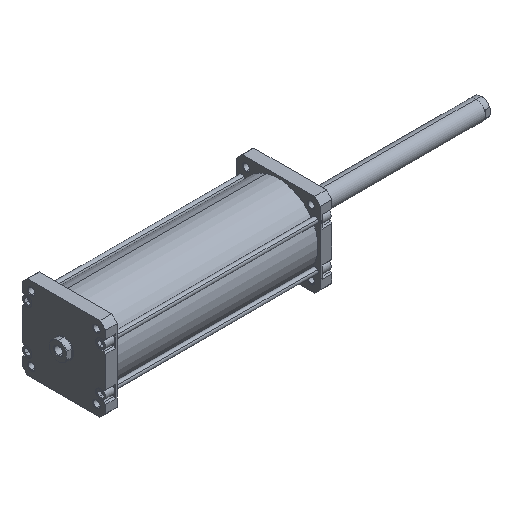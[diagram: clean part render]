
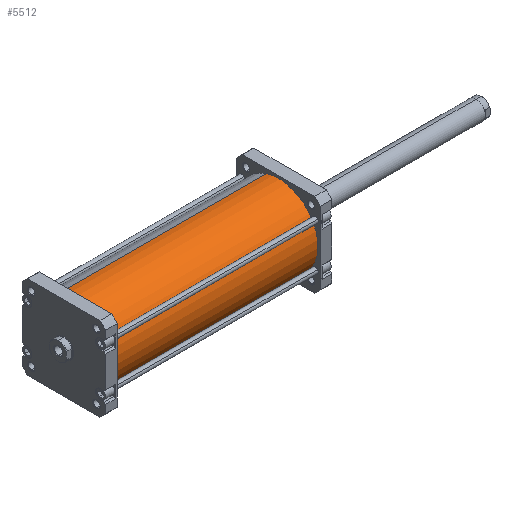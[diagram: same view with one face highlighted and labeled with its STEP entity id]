
A CAD part, isometric view. The second image highlights one B-rep face of the part: STEP entity #5512.
In plain terms, the highlighted cylindrical face has radius 85 mm (diameter 170 mm), a partial arc.
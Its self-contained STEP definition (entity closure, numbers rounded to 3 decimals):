
#101 = ORIENTED_EDGE ( 'NONE', *, *, #790, .F. ) ;
#405 = ORIENTED_EDGE ( 'NONE', *, *, #795, .T. ) ;
#790 = EDGE_CURVE ( 'NONE', #5266, #5168, #4507, .T. ) ;
#795 = EDGE_CURVE ( 'NONE', #5263, #5168, #4520, .T. ) ;
#1298 = CARTESIAN_POINT ( 'NONE',  ( 85., 0., 437. ) ) ;
#1299 = DIRECTION ( 'NONE',  ( 0., 0., -1. ) ) ;
#1306 = CARTESIAN_POINT ( 'NONE',  ( 0., 0., 0. ) ) ;
#1313 = DIRECTION ( 'NONE',  ( 0., 0., 1. ) ) ;
#1314 = DIRECTION ( 'NONE',  ( 1., 0., 0. ) ) ;
#1356 = CARTESIAN_POINT ( 'NONE',  ( -85., 0., 437. ) ) ;
#1357 = DIRECTION ( 'NONE',  ( 0., 0., -1. ) ) ;
#1361 = CARTESIAN_POINT ( 'NONE',  ( 0., 0., 437. ) ) ;
#1363 = DIRECTION ( 'NONE',  ( 0., 0., 1. ) ) ;
#1364 = DIRECTION ( 'NONE',  ( 1., 0., 0. ) ) ;
#1530 = CARTESIAN_POINT ( 'NONE',  ( 85., 0., 0. ) ) ;
#1623 = CARTESIAN_POINT ( 'NONE',  ( -85., 0., 437. ) ) ;
#1625 = CARTESIAN_POINT ( 'NONE',  ( -85., 0., 0. ) ) ;
#1628 = CARTESIAN_POINT ( 'NONE',  ( 85., 0., 437. ) ) ;
#2800 = FACE_OUTER_BOUND ( 'NONE', #3463, .T. ) ;
#2804 = CYLINDRICAL_SURFACE ( 'NONE', #5026, 85. ) ;
#3022 = DIRECTION ( 'NONE',  ( 0., 0., -1. ) ) ;
#3023 = CARTESIAN_POINT ( 'NONE',  ( 0., 0., 437. ) ) ;
#3024 = DIRECTION ( 'NONE',  ( -1., 0., 0. ) ) ;
#3380 = ORIENTED_EDGE ( 'NONE', *, *, #4588, .F. ) ;
#3395 = ORIENTED_EDGE ( 'NONE', *, *, #4586, .T. ) ;
#3463 = EDGE_LOOP ( 'NONE', ( #101, #3380, #3395, #405 ) ) ;
#4507 = LINE ( 'NONE', #1298, #4508 ) ;
#4508 = VECTOR ( 'NONE', #1299, 1000. ) ;
#4520 = CIRCLE ( 'NONE', #4790, 85. ) ;
#4540 = LINE ( 'NONE', #1356, #4541 ) ;
#4541 = VECTOR ( 'NONE', #1357, 1000. ) ;
#4546 = CIRCLE ( 'NONE', #4793, 85. ) ;
#4586 = EDGE_CURVE ( 'NONE', #5261, #5263, #4540, .T. ) ;
#4588 = EDGE_CURVE ( 'NONE', #5261, #5266, #4546, .T. ) ;
#4790 = AXIS2_PLACEMENT_3D ( 'NONE', #1306, #1313, #1314 ) ;
#4793 = AXIS2_PLACEMENT_3D ( 'NONE', #1361, #1363, #1364 ) ;
#5026 = AXIS2_PLACEMENT_3D ( 'NONE', #3023, #3022, #3024 ) ;
#5168 = VERTEX_POINT ( 'NONE', #1530 ) ;
#5261 = VERTEX_POINT ( 'NONE', #1623 ) ;
#5263 = VERTEX_POINT ( 'NONE', #1625 ) ;
#5266 = VERTEX_POINT ( 'NONE', #1628 ) ;
#5512 = ADVANCED_FACE ( 'NONE', ( #2800 ), #2804, .T. ) ;
